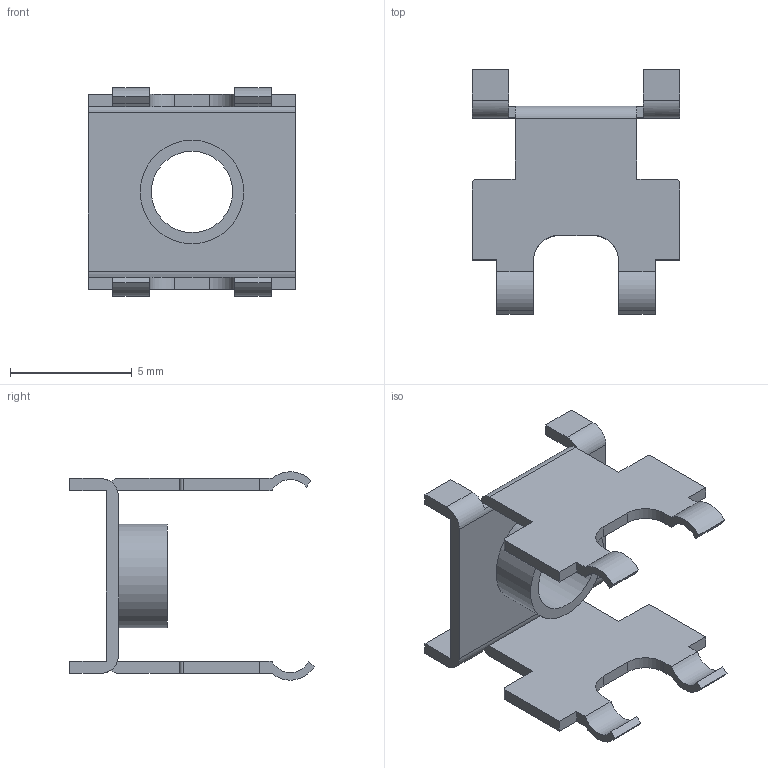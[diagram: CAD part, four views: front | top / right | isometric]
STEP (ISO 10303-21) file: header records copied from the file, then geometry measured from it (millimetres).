
FILE_DESCRIPTION(/* description */ (''),/* implementation_level */ '2;1');
FILE_NAME(/* name */ 'OT-047-M4 - PCB Terminal, Brass, 1.8 mm, Tin.step',/* time_stamp */ '2019-02-05T23:17:45-08:00',/* author */ (''),/* organization */ (''),/* preprocessor_version */ 'ST-DEVELOPER v17.2',/* originating_system */ 'Autodesk Translation Framework v7.6.0.251',/* authorisation */ '');
FILE_SCHEMA (('AUTOMOTIVE_DESIGN { 1 0 10303 214 3 1 1 }'));
Length unit declared in the file: millimetre
Products named in the file (1): M4 screw terminal
Bounding box: 8.5 x 10.03 x 8.55 mm (x, y, z)
Volume: 85.8 mm3; surface area: 419.1 mm2
Topology: 3 solids, 3 shells, 80 faces, 218 edges, 145 vertices
Faces by surface type: plane 57, cylinder 22, torus 1
Full cylindrical faces by diameter (mm): 3.332 x1, 4.25 x1
Entity records: 2563 total; most frequent: CARTESIAN_POINT 444, ORIENTED_EDGE 436, DIRECTION 434, EDGE_CURVE 218, LINE 164, VECTOR 164, VERTEX_POINT 145, AXIS2_PLACEMENT_3D 135
